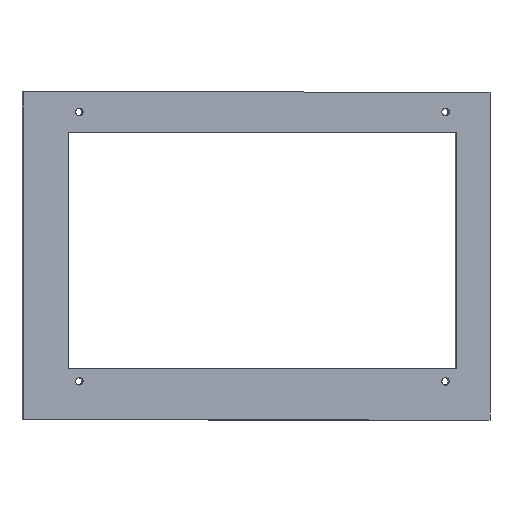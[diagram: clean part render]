
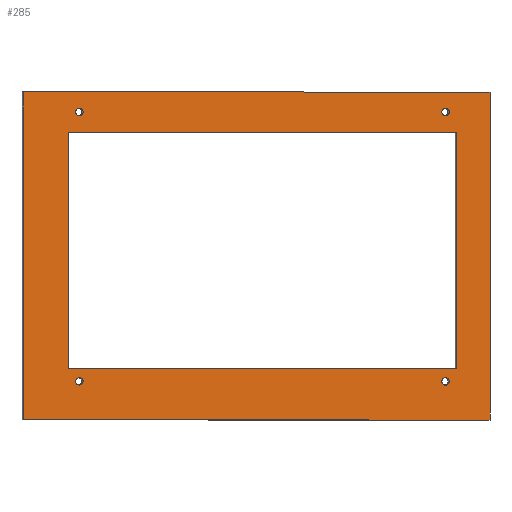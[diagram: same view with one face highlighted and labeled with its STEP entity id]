
A CAD part, top view. The second image highlights one B-rep face of the part: STEP entity #285.
In plain terms, the highlighted planar face has unit normal (0.087, 0, 0.996).
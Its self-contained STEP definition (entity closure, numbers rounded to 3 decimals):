
#15=FACE_BOUND('',#62,.T.);
#16=FACE_BOUND('',#63,.T.);
#17=FACE_BOUND('',#64,.T.);
#18=FACE_BOUND('',#65,.T.);
#19=FACE_BOUND('',#66,.T.);
#33=PLANE('',#321);
#47=FACE_OUTER_BOUND('',#61,.T.);
#61=EDGE_LOOP('',(#245,#246,#247,#248));
#62=EDGE_LOOP('',(#249));
#63=EDGE_LOOP('',(#250,#251,#252,#253));
#64=EDGE_LOOP('',(#254));
#65=EDGE_LOOP('',(#255));
#66=EDGE_LOOP('',(#256));
#78=LINE('',#423,#106);
#81=LINE('',#429,#109);
#84=LINE('',#435,#112);
#87=LINE('',#439,#115);
#91=LINE('',#453,#119);
#94=LINE('',#459,#122);
#97=LINE('',#465,#125);
#100=LINE('',#469,#128);
#106=VECTOR('',#350,10.);
#109=VECTOR('',#355,10.);
#112=VECTOR('',#360,10.);
#115=VECTOR('',#365,10.);
#119=VECTOR('',#377,10.);
#122=VECTOR('',#382,10.);
#125=VECTOR('',#387,10.);
#128=VECTOR('',#392,10.);
#129=CIRCLE('',#302,1.6);
#131=CIRCLE('',#305,1.6);
#133=CIRCLE('',#308,1.6);
#135=CIRCLE('',#315,1.6);
#137=VERTEX_POINT('',#399);
#139=VERTEX_POINT('',#405);
#141=VERTEX_POINT('',#411);
#145=VERTEX_POINT('',#420);
#146=VERTEX_POINT('',#422);
#148=VERTEX_POINT('',#428);
#150=VERTEX_POINT('',#434);
#151=VERTEX_POINT('',#441);
#155=VERTEX_POINT('',#450);
#156=VERTEX_POINT('',#452);
#158=VERTEX_POINT('',#458);
#160=VERTEX_POINT('',#464);
#161=EDGE_CURVE('',#137,#137,#129,.T.);
#164=EDGE_CURVE('',#139,#139,#131,.T.);
#167=EDGE_CURVE('',#141,#141,#133,.T.);
#172=EDGE_CURVE('',#146,#145,#78,.T.);
#175=EDGE_CURVE('',#148,#146,#81,.T.);
#178=EDGE_CURVE('',#150,#148,#84,.T.);
#181=EDGE_CURVE('',#145,#150,#87,.T.);
#182=EDGE_CURVE('',#151,#151,#135,.T.);
#187=EDGE_CURVE('',#156,#155,#91,.T.);
#190=EDGE_CURVE('',#158,#156,#94,.T.);
#193=EDGE_CURVE('',#160,#158,#97,.T.);
#196=EDGE_CURVE('',#155,#160,#100,.T.);
#245=ORIENTED_EDGE('',*,*,#196,.T.);
#246=ORIENTED_EDGE('',*,*,#193,.T.);
#247=ORIENTED_EDGE('',*,*,#190,.T.);
#248=ORIENTED_EDGE('',*,*,#187,.T.);
#249=ORIENTED_EDGE('',*,*,#182,.T.);
#250=ORIENTED_EDGE('',*,*,#181,.T.);
#251=ORIENTED_EDGE('',*,*,#178,.T.);
#252=ORIENTED_EDGE('',*,*,#175,.T.);
#253=ORIENTED_EDGE('',*,*,#172,.T.);
#254=ORIENTED_EDGE('',*,*,#167,.T.);
#255=ORIENTED_EDGE('',*,*,#164,.T.);
#256=ORIENTED_EDGE('',*,*,#161,.T.);
#285=ADVANCED_FACE('',(#47,#15,#16,#17,#18,#19),#33,.T.);
#302=AXIS2_PLACEMENT_3D('',#400,#327,#328);
#305=AXIS2_PLACEMENT_3D('',#406,#334,#335);
#308=AXIS2_PLACEMENT_3D('',#412,#341,#342);
#315=AXIS2_PLACEMENT_3D('',#442,#368,#369);
#321=AXIS2_PLACEMENT_3D('',#470,#393,#394);
#327=DIRECTION('center_axis',(-0.087,0.,-0.996));
#328=DIRECTION('ref_axis',(0.996,0.,-0.087));
#334=DIRECTION('center_axis',(-0.087,0.,-0.996));
#335=DIRECTION('ref_axis',(0.996,0.,-0.087));
#341=DIRECTION('center_axis',(-0.087,0.,-0.996));
#342=DIRECTION('ref_axis',(0.996,0.,-0.087));
#350=DIRECTION('',(-0.996,0.,0.087));
#355=DIRECTION('',(0.,-1.,0.));
#360=DIRECTION('',(0.996,0.,-0.087));
#365=DIRECTION('',(0.,1.,0.));
#368=DIRECTION('center_axis',(-0.087,0.,-0.996));
#369=DIRECTION('ref_axis',(0.996,0.,-0.087));
#377=DIRECTION('',(0.,1.,0.));
#382=DIRECTION('',(0.996,0.,-0.087));
#387=DIRECTION('',(0.,-1.,0.));
#392=DIRECTION('',(-0.996,0.,0.087));
#393=DIRECTION('center_axis',(0.087,0.,0.996));
#394=DIRECTION('ref_axis',(0.996,0.,-0.087));
#399=CARTESIAN_POINT('',(76.381,-57.5,-4.751));
#400=CARTESIAN_POINT('Origin',(77.975,-57.5,-4.89));
#405=CARTESIAN_POINT('',(-79.922,57.5,8.924));
#406=CARTESIAN_POINT('Origin',(-78.328,57.5,8.784));
#411=CARTESIAN_POINT('',(76.381,57.5,-4.751));
#412=CARTESIAN_POINT('Origin',(77.975,57.5,-4.89));
#420=CARTESIAN_POINT('',(-82.961,-52.1,9.19));
#422=CARTESIAN_POINT('',(82.607,-52.1,-5.296));
#423=CARTESIAN_POINT('',(-82.961,-52.1,9.19));
#428=CARTESIAN_POINT('',(82.607,48.9,-5.296));
#429=CARTESIAN_POINT('',(82.607,-52.1,-5.296));
#434=CARTESIAN_POINT('',(-82.961,48.9,9.19));
#435=CARTESIAN_POINT('',(82.607,48.9,-5.296));
#439=CARTESIAN_POINT('',(-82.961,48.9,9.19));
#441=CARTESIAN_POINT('',(-79.922,-57.5,8.924));
#442=CARTESIAN_POINT('Origin',(-78.328,-57.5,8.784));
#450=CARTESIAN_POINT('',(96.952,66.,-6.551));
#452=CARTESIAN_POINT('',(96.952,-74.,-6.551));
#453=CARTESIAN_POINT('',(96.952,66.,-6.551));
#458=CARTESIAN_POINT('',(-102.287,-74.,10.88));
#459=CARTESIAN_POINT('',(96.952,-74.,-6.551));
#464=CARTESIAN_POINT('',(-102.287,66.,10.88));
#465=CARTESIAN_POINT('',(-102.287,-74.,10.88));
#469=CARTESIAN_POINT('',(-102.287,66.,10.88));
#470=CARTESIAN_POINT('Origin',(-2.667,-4.,2.165));
